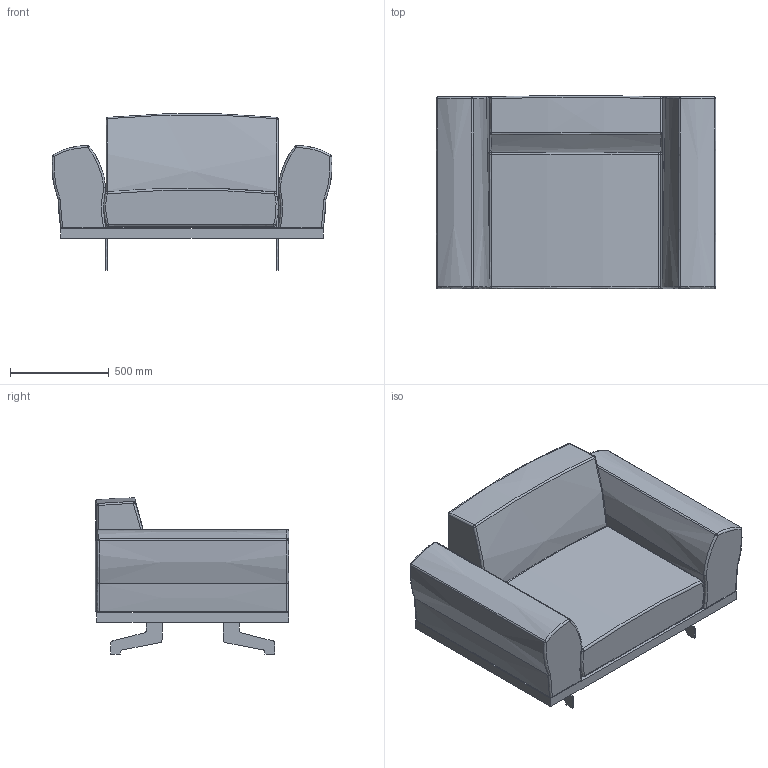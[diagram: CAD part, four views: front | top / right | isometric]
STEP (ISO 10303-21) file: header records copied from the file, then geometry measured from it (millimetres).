
FILE_DESCRIPTION(/* description */ (''),/* implementation_level */ '2;1');
FILE_NAME(/* name */ '470 Fancy poltrona',/* time_stamp */ '2013-12-12T17:13:31+01:00',/* author */ (''),/* organization */ (''),/* preprocessor_version */ 'ST-DEVELOPER v10',/* originating_system */ '',/* authorisation */ '');
FILE_SCHEMA (('CONFIG_CONTROL_DESIGN'));
Length unit declared in the file: centimetre
Products named in the file (1): 1
Bounding box: 1414.85 x 980.04 x 790.5 mm (x, y, z)
Volume: 487437081.8 mm3; surface area: 9124139.8 mm2
Topology: 9 solids, 9 shells, 122 faces, 246 edges, 142 vertices
Faces by surface type: bspline 122
Entity records: 4669 total; most frequent: CARTESIAN_POINT 3244, ORIENTED_EDGE 492, EDGE_CURVE 246, VERTEX_POINT 142, ADVANCED_FACE 122, FACE_OUTER_BOUND 122, EDGE_LOOP 122, B_SPLINE_CURVE_WITH_KNOTS 48
